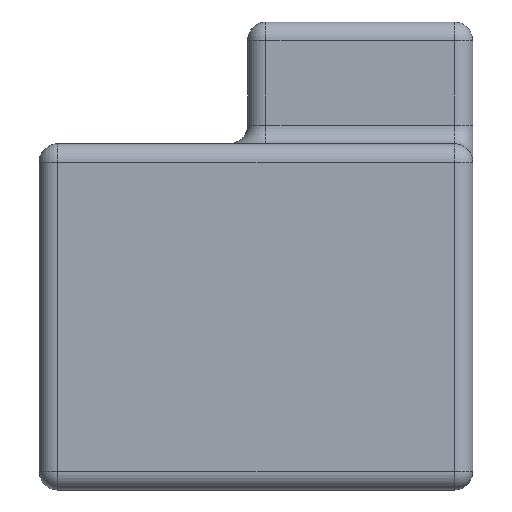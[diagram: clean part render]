
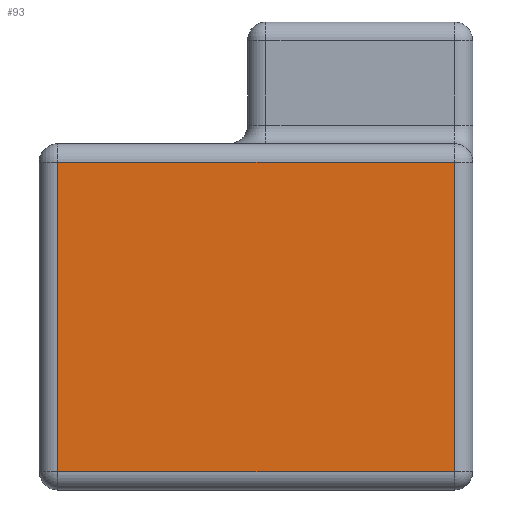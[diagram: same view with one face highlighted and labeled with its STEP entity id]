
A CAD part, left-side view. The second image highlights one B-rep face of the part: STEP entity #93.
In plain terms, the highlighted planar face has unit normal (-1, 0, 0).
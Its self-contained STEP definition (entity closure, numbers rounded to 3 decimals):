
#93=ADVANCED_FACE('',(#155),#144,.T.);
#144=PLANE('',#776);
#155=FACE_OUTER_BOUND('',#206,.T.);
#206=EDGE_LOOP('',(#337,#338,#339,#340));
#337=ORIENTED_EDGE('',*,*,#600,.T.);
#338=ORIENTED_EDGE('',*,*,#601,.T.);
#339=ORIENTED_EDGE('',*,*,#602,.T.);
#340=ORIENTED_EDGE('',*,*,#603,.T.);
#545=VERTEX_POINT('',#1203);
#546=VERTEX_POINT('',#1204);
#547=VERTEX_POINT('',#1206);
#548=VERTEX_POINT('',#1208);
#600=EDGE_CURVE('',#545,#546,#700,.T.);
#601=EDGE_CURVE('',#546,#547,#701,.T.);
#602=EDGE_CURVE('',#547,#548,#702,.T.);
#603=EDGE_CURVE('',#548,#545,#703,.T.);
#700=LINE('',#1202,#747);
#701=LINE('',#1205,#748);
#702=LINE('',#1207,#749);
#703=LINE('',#1209,#750);
#747=VECTOR('',#923,1.);
#748=VECTOR('',#924,1.);
#749=VECTOR('',#925,1.);
#750=VECTOR('',#926,1.);
#776=AXIS2_PLACEMENT_3D('',#1210,#927,#928);
#923=DIRECTION('',(0.,0.,-1.));
#924=DIRECTION('',(0.,-1.,0.));
#925=DIRECTION('',(0.,0.,1.));
#926=DIRECTION('',(0.,1.,0.));
#927=DIRECTION('',(-1.,0.,0.));
#928=DIRECTION('',(0.,0.,1.));
#1202=CARTESIAN_POINT('',(-66551.66,71849.547,0.));
#1203=CARTESIAN_POINT('',(-66551.66,71849.547,106861.768));
#1204=CARTESIAN_POINT('',(-66551.66,71849.547,6000.));
#1205=CARTESIAN_POINT('',(-66551.66,77849.547,6000.));
#1206=CARTESIAN_POINT('',(-66551.66,-57469.695,6000.));
#1207=CARTESIAN_POINT('',(-66551.66,-57469.695,0.));
#1208=CARTESIAN_POINT('',(-66551.66,-57469.695,106861.768));
#1209=CARTESIAN_POINT('',(-66551.66,77849.547,106861.768));
#1210=CARTESIAN_POINT('',(-66551.66,77849.547,0.));
